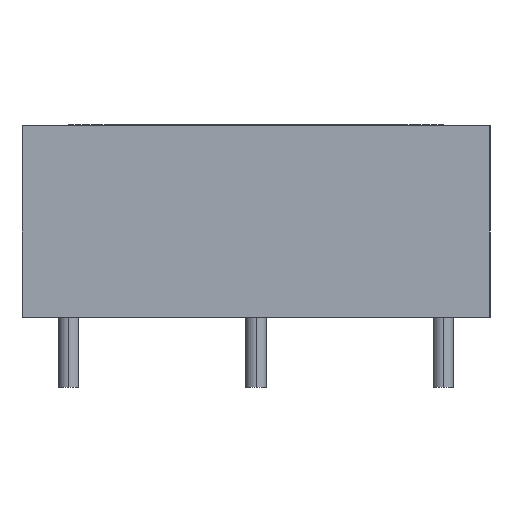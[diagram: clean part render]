
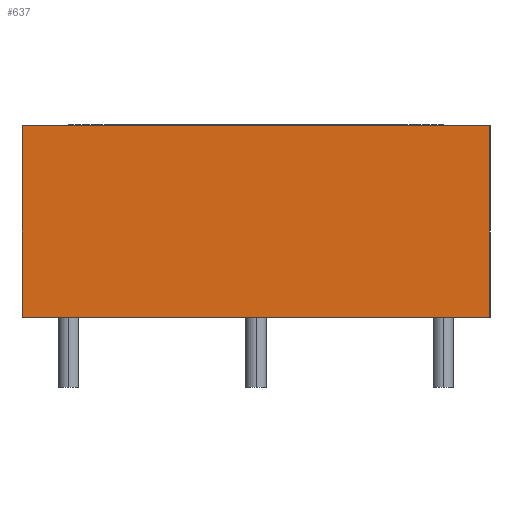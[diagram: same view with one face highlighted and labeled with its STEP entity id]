
A CAD part, left-side view. The second image highlights one B-rep face of the part: STEP entity #637.
In plain terms, the highlighted free-form (B-spline) face has degree [1, 1] with [2, 2] control points.
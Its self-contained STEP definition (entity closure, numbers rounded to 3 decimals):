
#534=CARTESIAN_POINT('',(-25.4,12.7,10.414));
#535=VERTEX_POINT('',#534);
#542=CARTESIAN_POINT('',(-25.4,-12.7,10.414));
#543=VERTEX_POINT('',#542);
#544=CARTESIAN_POINT('',(-25.4,-12.7,10.414));
#545=DIRECTION('',(0.0,1.0,0.0));
#546=VECTOR('',#545,25.4);
#547=LINE('',#544,#546);
#548=EDGE_CURVE('',#543,#535,#547,.T.);
#574=CARTESIAN_POINT('',(-25.4,-12.7,0.0));
#575=VERTEX_POINT('',#574);
#582=CARTESIAN_POINT('',(-25.4,12.7,0.0));
#583=VERTEX_POINT('',#582);
#584=CARTESIAN_POINT('',(-25.4,12.7,0.0));
#585=DIRECTION('',(0.0,-1.0,0.0));
#586=VECTOR('',#585,25.4);
#587=LINE('',#584,#586);
#588=EDGE_CURVE('',#583,#575,#587,.T.);
#604=CARTESIAN_POINT('',(-25.4,12.7,10.414));
#605=DIRECTION('',(0.0,0.0,-1.0));
#606=VECTOR('',#605,10.414);
#607=LINE('',#604,#606);
#608=EDGE_CURVE('',#535,#583,#607,.T.);
#621=CARTESIAN_POINT('',(-25.4,-12.7,10.414));
#622=CARTESIAN_POINT('',(-25.4,-12.7,0.0));
#623=CARTESIAN_POINT('',(-25.4,12.7,10.414));
#624=CARTESIAN_POINT('',(-25.4,12.7,0.0));
#625=B_SPLINE_SURFACE_WITH_KNOTS('',1,1,((#621,#623),(#622,#624)),.UNSPECIFIED.,.F.,.F.,.U.,(2,2),(2,2),(0.0,10.414),(0.0,25.4),.UNSPECIFIED.);
#626=CARTESIAN_POINT('',(-25.4,-12.7,10.414));
#627=DIRECTION('',(0.0,0.0,-1.0));
#628=VECTOR('',#627,10.414);
#629=LINE('',#626,#628);
#630=EDGE_CURVE('',#543,#575,#629,.T.);
#631=ORIENTED_EDGE('',*,*,#630,.F.);
#632=ORIENTED_EDGE('',*,*,#548,.T.);
#633=ORIENTED_EDGE('',*,*,#608,.T.);
#634=ORIENTED_EDGE('',*,*,#588,.T.);
#635=EDGE_LOOP('',(#631,#632,#633,#634));
#636=FACE_OUTER_BOUND('',#635,.T.);
#637=ADVANCED_FACE('',(#636),#625,.F.);
